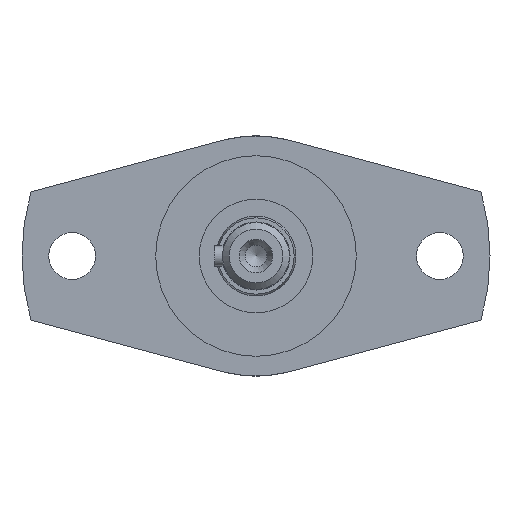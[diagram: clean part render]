
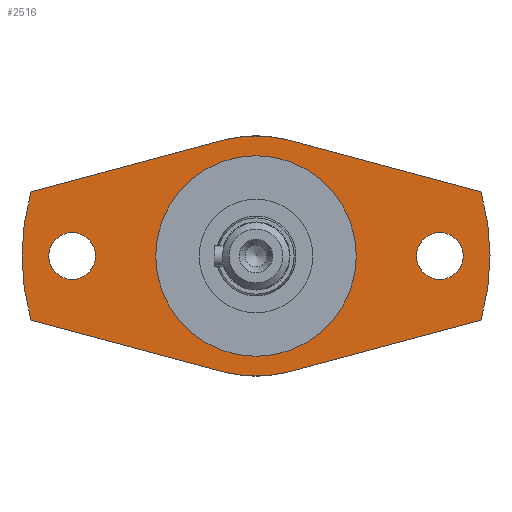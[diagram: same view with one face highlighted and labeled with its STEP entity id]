
A CAD part, left-side view. The second image highlights one B-rep face of the part: STEP entity #2516.
In plain terms, the highlighted planar face has unit normal (-1, 0, 0).
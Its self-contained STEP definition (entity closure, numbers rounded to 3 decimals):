
#373=LINE('',#4070,#606);
#377=LINE('',#4079,#610);
#383=LINE('',#4100,#616);
#387=LINE('',#4109,#620);
#606=VECTOR('',#3223,10.);
#610=VECTOR('',#3229,10.);
#616=VECTOR('',#3249,10.);
#620=VECTOR('',#3255,10.);
#688=FACE_BOUND('',#954,.T.);
#689=FACE_BOUND('',#955,.T.);
#690=FACE_BOUND('',#956,.T.);
#801=FACE_OUTER_BOUND('',#953,.T.);
#953=EDGE_LOOP('',(#2155,#2156,#2157,#2158,#2159,#2160,#2161,#2162));
#954=EDGE_LOOP('',(#2163));
#955=EDGE_LOOP('',(#2164));
#956=EDGE_LOOP('',(#2165));
#1032=CIRCLE('',#2699,3.5);
#1034=CIRCLE('',#2702,3.5);
#1037=CIRCLE('',#2708,35.);
#1040=CIRCLE('',#2712,18.);
#1042=CIRCLE('',#2714,18.);
#1046=CIRCLE('',#2719,35.);
#1047=CIRCLE('',#2720,15.);
#1241=VERTEX_POINT('',#4067);
#1242=VERTEX_POINT('',#4069);
#1245=VERTEX_POINT('',#4076);
#1246=VERTEX_POINT('',#4078);
#1247=VERTEX_POINT('',#4082);
#1249=VERTEX_POINT('',#4088);
#1253=VERTEX_POINT('',#4097);
#1254=VERTEX_POINT('',#4099);
#1257=VERTEX_POINT('',#4106);
#1258=VERTEX_POINT('',#4108);
#1261=VERTEX_POINT('',#4128);
#1542=EDGE_CURVE('',#1242,#1241,#373,.T.);
#1546=EDGE_CURVE('',#1246,#1245,#377,.T.);
#1548=EDGE_CURVE('',#1247,#1247,#1032,.T.);
#1551=EDGE_CURVE('',#1249,#1249,#1034,.T.);
#1556=EDGE_CURVE('',#1254,#1253,#383,.T.);
#1560=EDGE_CURVE('',#1258,#1257,#387,.T.);
#1563=EDGE_CURVE('',#1258,#1245,#1037,.T.);
#1567=EDGE_CURVE('',#1241,#1246,#1040,.T.);
#1569=EDGE_CURVE('',#1257,#1254,#1042,.T.);
#1573=EDGE_CURVE('',#1242,#1253,#1046,.T.);
#1574=EDGE_CURVE('',#1261,#1261,#1047,.T.);
#2155=ORIENTED_EDGE('',*,*,#1542,.T.);
#2156=ORIENTED_EDGE('',*,*,#1567,.T.);
#2157=ORIENTED_EDGE('',*,*,#1546,.T.);
#2158=ORIENTED_EDGE('',*,*,#1563,.F.);
#2159=ORIENTED_EDGE('',*,*,#1560,.T.);
#2160=ORIENTED_EDGE('',*,*,#1569,.T.);
#2161=ORIENTED_EDGE('',*,*,#1556,.T.);
#2162=ORIENTED_EDGE('',*,*,#1573,.F.);
#2163=ORIENTED_EDGE('',*,*,#1574,.T.);
#2164=ORIENTED_EDGE('',*,*,#1551,.T.);
#2165=ORIENTED_EDGE('',*,*,#1548,.T.);
#2399=PLANE('',#2718);
#2516=ADVANCED_FACE('',(#801,#688,#689,#690),#2399,.T.);
#2699=AXIS2_PLACEMENT_3D('',#4083,#3233,#3234);
#2702=AXIS2_PLACEMENT_3D('',#4089,#3240,#3241);
#2708=AXIS2_PLACEMENT_3D('',#4113,#3261,#3262);
#2712=AXIS2_PLACEMENT_3D('',#4120,#3270,#3271);
#2714=AXIS2_PLACEMENT_3D('',#4122,#3274,#3275);
#2718=AXIS2_PLACEMENT_3D('',#4126,#3282,#3283);
#2719=AXIS2_PLACEMENT_3D('',#4127,#3284,#3285);
#2720=AXIS2_PLACEMENT_3D('',#4129,#3286,#3287);
#3223=DIRECTION('',(0.,0.966,0.259));
#3229=DIRECTION('',(0.,0.966,-0.259));
#3233=DIRECTION('center_axis',(1.,0.,0.));
#3234=DIRECTION('ref_axis',(0.,0.,1.));
#3240=DIRECTION('center_axis',(1.,0.,0.));
#3241=DIRECTION('ref_axis',(0.,0.,1.));
#3249=DIRECTION('',(0.,-0.966,0.259));
#3255=DIRECTION('',(0.,-0.966,-0.259));
#3261=DIRECTION('center_axis',(1.,0.,0.));
#3262=DIRECTION('ref_axis',(0.,-1.,0.));
#3270=DIRECTION('center_axis',(-1.,0.,0.));
#3271=DIRECTION('ref_axis',(0.,-0.259,0.966));
#3274=DIRECTION('center_axis',(-1.,0.,0.));
#3275=DIRECTION('ref_axis',(0.,-0.259,0.966));
#3282=DIRECTION('center_axis',(-1.,0.,0.));
#3283=DIRECTION('ref_axis',(0.,0.,
-1.));
#3284=DIRECTION('center_axis',(1.,0.,0.));
#3285=DIRECTION('ref_axis',(0.,-1.,0.));
#3286=DIRECTION('center_axis',(1.,0.,0.));
#3287=DIRECTION('ref_axis',(0.,-1.,0.));
#4067=CARTESIAN_POINT('',(-111.2,-4.659,17.387));
#4069=CARTESIAN_POINT('',(-111.2,-33.653,9.618));
#4070=CARTESIAN_POINT('',(-111.2,-16.321,14.262));
#4076=CARTESIAN_POINT('',(-111.2,33.653,9.618));
#4078=CARTESIAN_POINT('',(-111.2,4.659,17.387));
#4079=CARTESIAN_POINT('',(-111.2,7.493,16.627));
#4082=CARTESIAN_POINT('',(-111.2,-27.5,-3.5));
#4083=CARTESIAN_POINT('Origin',(-111.2,-27.5,0.));
#4088=CARTESIAN_POINT('',(-111.2,27.5,-3.5));
#4089=CARTESIAN_POINT('Origin',(-111.2,27.5,0.));
#4097=CARTESIAN_POINT('',(-111.2,-33.653,-9.618));
#4099=CARTESIAN_POINT('',(-111.2,-4.659,-17.387));
#4100=CARTESIAN_POINT('',(-111.2,-30.818,-10.377));
#4106=CARTESIAN_POINT('',(-111.2,4.659,-17.387));
#4108=CARTESIAN_POINT('',(-111.2,33.653,-9.618));
#4109=CARTESIAN_POINT('',(-111.2,-7.004,-20.512));
#4113=CARTESIAN_POINT('Origin',(-111.2,0.,0.));
#4120=CARTESIAN_POINT('Origin',(-111.2,0.,0.));
#4122=CARTESIAN_POINT('Origin',(-111.2,0.,0.));
#4126=CARTESIAN_POINT('Origin',(-111.2,-25.,0.));
#4127=CARTESIAN_POINT('Origin',(-111.2,0.,0.));
#4128=CARTESIAN_POINT('',(-111.2,15.,0.));
#4129=CARTESIAN_POINT('Origin',(-111.2,0.,0.));
